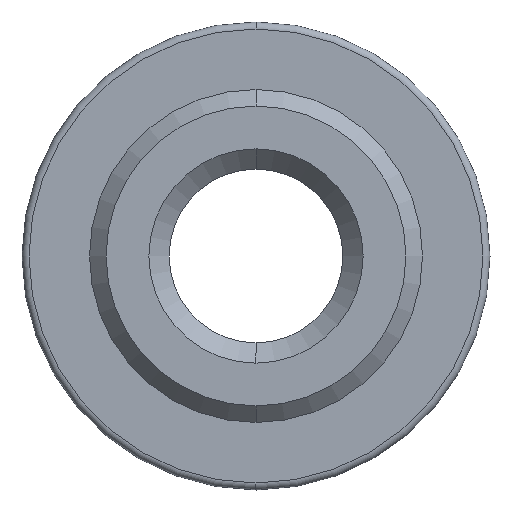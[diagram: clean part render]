
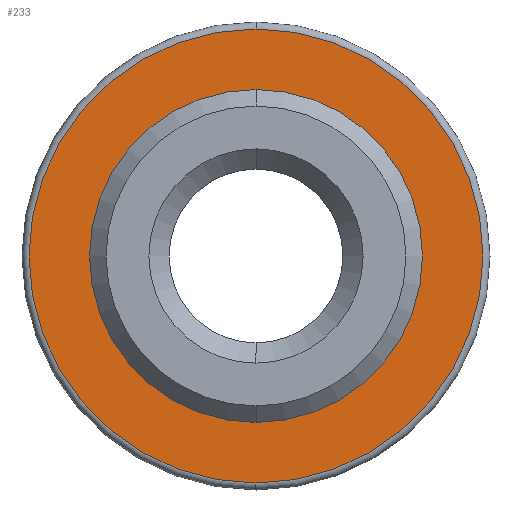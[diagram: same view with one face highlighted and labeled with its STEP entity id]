
A CAD part, left-side view. The second image highlights one B-rep face of the part: STEP entity #233.
In plain terms, the highlighted planar face has unit normal (-1, 0, 0).
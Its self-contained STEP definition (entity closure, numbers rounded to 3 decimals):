
#233=ADVANCED_FACE('',(#591,#592),#593,.T.);
#591=FACE_BOUND('',#1082,.T.);
#592=FACE_OUTER_BOUND('',#1083,.T.);
#593=PLANE('',#1084);
#1082=EDGE_LOOP('',(#1697,#1698));
#1083=EDGE_LOOP('',(#1699,#1700));
#1084=AXIS2_PLACEMENT_3D('',#1701,#1702,#1703);
#1697=ORIENTED_EDGE('',*,*,#2894,.F.);
#1698=ORIENTED_EDGE('',*,*,#2974,.F.);
#1699=ORIENTED_EDGE('',*,*,#2972,.T.);
#1700=ORIENTED_EDGE('',*,*,#2900,.T.);
#1701=CARTESIAN_POINT('',(1.53,0.,-3.674));
#1702=DIRECTION('',(-1.0,0.0,0.));
#1703=DIRECTION('',(0.,0.0,-1.0));
#2894=EDGE_CURVE('',#3447,#3449,#3450,.T.);
#2900=EDGE_CURVE('',#3454,#3458,#3460,.T.);
#2972=EDGE_CURVE('',#3458,#3454,#3560,.T.);
#2974=EDGE_CURVE('',#3449,#3447,#3562,.T.);
#3447=VERTEX_POINT('',#4259);
#3449=VERTEX_POINT('',#4262);
#3450=CIRCLE('',#4263,3.11);
#3454=VERTEX_POINT('',#4268);
#3458=VERTEX_POINT('',#4272);
#3460=CIRCLE('',#4274,4.239);
#3560=CIRCLE('',#4392,4.239);
#3562=CIRCLE('',#4394,3.11);
#4259=CARTESIAN_POINT('',(1.53,0.,-3.11));
#4262=CARTESIAN_POINT('',(1.53,0.,3.11));
#4263=AXIS2_PLACEMENT_3D('',#5413,#5414,#5415);
#4268=CARTESIAN_POINT('',(1.53,0.,4.239));
#4272=CARTESIAN_POINT('',(1.53,0.,-4.239));
#4274=AXIS2_PLACEMENT_3D('',#5426,#5427,#5428);
#4392=AXIS2_PLACEMENT_3D('',#5534,#5535,#5536);
#4394=AXIS2_PLACEMENT_3D('',#5537,#5538,#5539);
#5413=CARTESIAN_POINT('',(1.53,0.0,0.));
#5414=DIRECTION('',(-1.0,0.0,0.));
#5415=DIRECTION('',(0.,0.0,-1.0));
#5426=CARTESIAN_POINT('',(1.53,0.0,0.));
#5427=DIRECTION('',(-1.0,0.0,0.));
#5428=DIRECTION('',(0.,0.0,-1.0));
#5534=CARTESIAN_POINT('',(1.53,0.0,0.));
#5535=DIRECTION('',(-1.0,0.0,0.));
#5536=DIRECTION('',(0.,0.0,-1.0));
#5537=CARTESIAN_POINT('',(1.53,0.0,0.));
#5538=DIRECTION('',(-1.0,0.0,0.));
#5539=DIRECTION('',(0.,0.0,-1.0));
